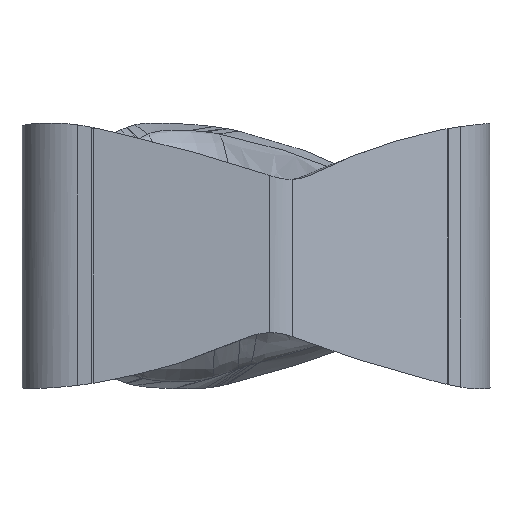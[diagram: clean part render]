
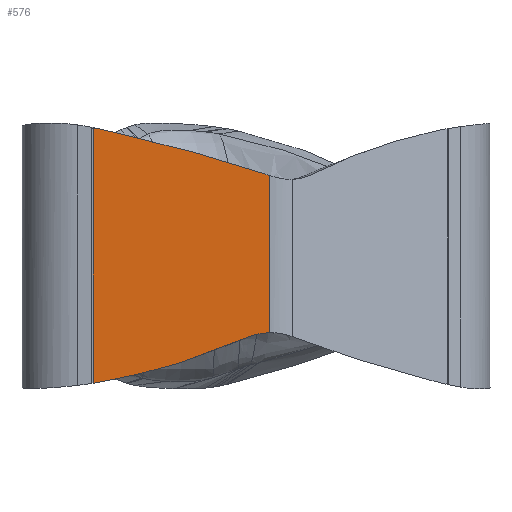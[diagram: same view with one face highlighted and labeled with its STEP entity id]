
A CAD part, front view. The second image highlights one B-rep face of the part: STEP entity #576.
In plain terms, the highlighted planar face has unit normal (-0.032, -1, 0).
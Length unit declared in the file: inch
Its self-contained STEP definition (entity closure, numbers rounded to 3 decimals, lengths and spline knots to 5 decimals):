
#85=LINE('',#4583,#190);
#88=LINE('',#4882,#193);
#190=VECTOR('',#3087,1.);
#193=VECTOR('',#3092,1.);
#408=FACE_OUTER_BOUND('',#829,.T.);
#576=ADVANCED_FACE('',(#408),#740,.T.);
#740=PLANE('',#2953);
#829=EDGE_LOOP('',(#1056,#1057,#1058,#1059,#1060,#1061,#1062));
#1056=ORIENTED_EDGE('',*,*,#2111,.F.);
#1057=ORIENTED_EDGE('',*,*,#2112,.F.);
#1058=ORIENTED_EDGE('',*,*,#2102,.T.);
#1059=ORIENTED_EDGE('',*,*,#2110,.F.);
#1060=ORIENTED_EDGE('',*,*,#2113,.F.);
#1061=ORIENTED_EDGE('',*,*,#2114,.F.);
#1062=ORIENTED_EDGE('',*,*,#2115,.F.);
#1853=VERTEX_POINT('',#4584);
#1854=VERTEX_POINT('',#4585);
#1858=VERTEX_POINT('',#4784);
#1859=VERTEX_POINT('',#4883);
#1860=VERTEX_POINT('',#4884);
#1861=VERTEX_POINT('',#4902);
#1862=VERTEX_POINT('',#4913);
#2102=EDGE_CURVE('',#1853,#1854,#85,.T.);
#2110=EDGE_CURVE('',#1858,#1854,#2637,.T.);
#2111=EDGE_CURVE('',#1859,#1860,#88,.T.);
#2112=EDGE_CURVE('',#1853,#1859,#2638,.T.);
#2113=EDGE_CURVE('',#1861,#1858,#2639,.T.);
#2114=EDGE_CURVE('',#1862,#1861,#2640,.T.);
#2115=EDGE_CURVE('',#1860,#1862,#2641,.T.);
#2637=B_SPLINE_CURVE_WITH_KNOTS('',3,(#4785,#4786,#4787,#4788,#4789,#4790,
#4791,#4792,#4793,#4794,#4795,#4796,#4797,#4798,#4799,#4800,#4801,#4802,
#4803,#4804,#4805,#4806,#4807,#4808,#4809),.UNSPECIFIED.,.F.,.F.,(4,3,3,
3,3,3,3,3,4),(0.,0.00317,0.00703,0.02303,
0.05466,0.11788,0.18109,0.43392,
1.),.UNSPECIFIED.);
#2638=B_SPLINE_CURVE_WITH_KNOTS('',3,(#4885,#4886,#4887,#4888,#4889,#4890,
#4891,#4892,#4893,#4894),.UNSPECIFIED.,.F.,.F.,(4,3,3,4),(0.,0.10914,
0.53242,1.),.UNSPECIFIED.);
#2639=B_SPLINE_CURVE_WITH_KNOTS('',3,(#4895,#4896,#4897,#4898,#4899,#4900,
#4901),.UNSPECIFIED.,.F.,.F.,(4,3,4),(0.,0.55948,1.),
 .UNSPECIFIED.);
#2640=B_SPLINE_CURVE_WITH_KNOTS('',3,(#4903,#4904,#4905,#4906,#4907,#4908,
#4909,#4910,#4911,#4912),.UNSPECIFIED.,.F.,.F.,(4,3,3,4),(0.,0.33582,
0.66791,1.),.UNSPECIFIED.);
#2641=B_SPLINE_CURVE_WITH_KNOTS('',3,(#4914,#4915,#4916,#4917,#4918,#4919),
 .UNSPECIFIED.,.F.,.F.,(4,1,1,4),(0.,0.33333,0.66667,1.),
 .UNSPECIFIED.);
#2953=AXIS2_PLACEMENT_3D('',#4920,#3093,#3094);
#3087=DIRECTION('',(0.,0.,1.));
#3092=DIRECTION('',(0.,0.,1.));
#3093=DIRECTION('',(-0.032,-0.999,0.));
#3094=DIRECTION('',(-0.999,0.032,0.));
#4583=CARTESIAN_POINT('',(0.04987,-0.27732,-0.00375));
#4584=CARTESIAN_POINT('',(0.04987,-0.27732,-0.00375));
#4585=CARTESIAN_POINT('',(0.04987,-0.27732,0.20575));
#4784=CARTESIAN_POINT('',(0.04203,-0.27707,0.20837));
#4785=CARTESIAN_POINT('',(0.04203,-0.27707,0.20837));
#4786=CARTESIAN_POINT('',(0.04203,-0.27707,0.20837));
#4787=CARTESIAN_POINT('',(0.04204,-0.27707,0.20836));
#4788=CARTESIAN_POINT('',(0.04205,-0.27707,0.20836));
#4789=CARTESIAN_POINT('',(0.04205,-0.27707,0.20835));
#4790=CARTESIAN_POINT('',(0.04206,-0.27707,0.20835));
#4791=CARTESIAN_POINT('',(0.04208,-0.27707,0.20834));
#4792=CARTESIAN_POINT('',(0.04212,-0.27708,0.20833));
#4793=CARTESIAN_POINT('',(0.04216,-0.27708,0.20833));
#4794=CARTESIAN_POINT('',(0.0422,-0.27708,0.20832));
#4795=CARTESIAN_POINT('',(0.04229,-0.27708,0.20829));
#4796=CARTESIAN_POINT('',(0.04237,-0.27708,0.20826));
#4797=CARTESIAN_POINT('',(0.04245,-0.27709,0.20823));
#4798=CARTESIAN_POINT('',(0.04262,-0.27709,0.20818));
#4799=CARTESIAN_POINT('',(0.04278,-0.2771,0.20812));
#4800=CARTESIAN_POINT('',(0.04295,-0.2771,0.20807));
#4801=CARTESIAN_POINT('',(0.04311,-0.27711,0.20801));
#4802=CARTESIAN_POINT('',(0.04328,-0.27711,0.20796));
#4803=CARTESIAN_POINT('',(0.04344,-0.27712,0.2079));
#4804=CARTESIAN_POINT('',(0.04411,-0.27714,0.20768));
#4805=CARTESIAN_POINT('',(0.04477,-0.27716,0.20746));
#4806=CARTESIAN_POINT('',(0.04543,-0.27718,0.20724));
#4807=CARTESIAN_POINT('',(0.04691,-0.27723,0.20674));
#4808=CARTESIAN_POINT('',(0.04839,-0.27728,0.20623));
#4809=CARTESIAN_POINT('',(0.04987,-0.27732,0.20575));
#4882=CARTESIAN_POINT('',(-0.18528,-0.26982,-0.07131));
#4883=CARTESIAN_POINT('',(-0.18528,-0.26982,-0.07131));
#4884=CARTESIAN_POINT('',(-0.18528,-0.26982,0.26963));
#4885=CARTESIAN_POINT('',(0.04987,-0.27732,-0.00375));
#4886=CARTESIAN_POINT('',(0.04107,-0.27704,-0.00393));
#4887=CARTESIAN_POINT('',(0.03216,-0.27676,-0.00562));
#4888=CARTESIAN_POINT('',(0.02391,-0.27649,-0.00871));
#4889=CARTESIAN_POINT('',(-0.00855,-0.27546,-0.02087));
#4890=CARTESIAN_POINT('',(-0.04035,-0.27444,-0.03496));
#4891=CARTESIAN_POINT('',(-0.07349,-0.27338,-0.04514));
#4892=CARTESIAN_POINT('',(-0.11007,-0.27222,-0.05637));
#4893=CARTESIAN_POINT('',(-0.14751,-0.27102,-0.06512));
#4894=CARTESIAN_POINT('',(-0.18528,-0.26982,-0.07131));
#4895=CARTESIAN_POINT('',(-0.15372,-0.27082,0.2626));
#4896=CARTESIAN_POINT('',(-0.11679,-0.272,0.25413));
#4897=CARTESIAN_POINT('',(-0.08003,-0.27318,0.24484));
#4898=CARTESIAN_POINT('',(-0.04356,-0.27434,0.23458));
#4899=CARTESIAN_POINT('',(-0.01484,-0.27526,0.2265));
#4900=CARTESIAN_POINT('',(0.01372,-0.27617,0.21781));
#4901=CARTESIAN_POINT('',(0.04203,-0.27707,0.20837));
#4902=CARTESIAN_POINT('',(-0.15372,-0.27082,0.2626));
#4903=CARTESIAN_POINT('',(-0.17146,-0.27026,0.2666));
#4904=CARTESIAN_POINT('',(-0.16947,-0.27032,0.26616));
#4905=CARTESIAN_POINT('',(-0.16749,-0.27038,0.26571));
#4906=CARTESIAN_POINT('',(-0.1655,-0.27045,0.26527));
#4907=CARTESIAN_POINT('',(-0.16354,-0.27051,0.26483));
#4908=CARTESIAN_POINT('',(-0.16157,-0.27057,0.26439));
#4909=CARTESIAN_POINT('',(-0.15961,-0.27064,0.26394));
#4910=CARTESIAN_POINT('',(-0.15765,-0.2707,0.26349));
#4911=CARTESIAN_POINT('',(-0.15568,-0.27076,0.26305));
#4912=CARTESIAN_POINT('',(-0.15372,-0.27082,0.2626));
#4913=CARTESIAN_POINT('',(-0.17146,-0.27026,0.2666));
#4914=CARTESIAN_POINT('',(-0.18528,-0.26982,0.26963));
#4915=CARTESIAN_POINT('',(-0.18374,-0.26986,0.26929));
#4916=CARTESIAN_POINT('',(-0.18067,-0.26996,0.26863));
#4917=CARTESIAN_POINT('',(-0.17606,-0.27011,0.26762));
#4918=CARTESIAN_POINT('',(-0.17299,-0.27021,0.26694));
#4919=CARTESIAN_POINT('',(-0.17146,-0.27026,0.2666));
#4920=CARTESIAN_POINT('',(-0.18631,-0.26978,-0.2967));
